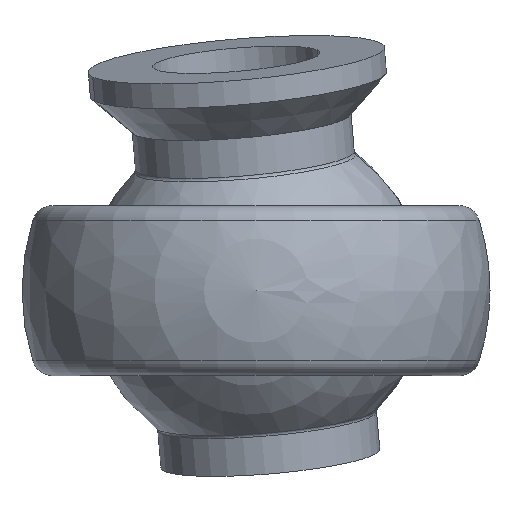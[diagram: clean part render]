
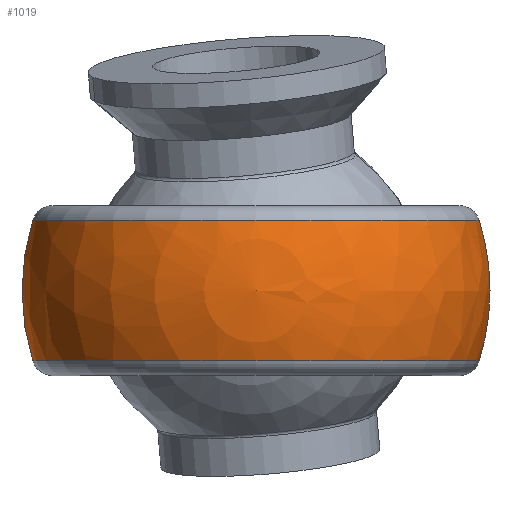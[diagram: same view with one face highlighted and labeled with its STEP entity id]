
A CAD part, front view. The second image highlights one B-rep face of the part: STEP entity #1019.
In plain terms, the highlighted spherical face has radius 5.5 mm.
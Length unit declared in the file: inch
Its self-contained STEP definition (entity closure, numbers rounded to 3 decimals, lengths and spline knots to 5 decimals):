
#78 = AXIS2_PLACEMENT_3D ( 'NONE', #3546, #445, #3525 ) ;
#96 = EDGE_CURVE ( 'NONE', #1592, #1671, #1238, .T. ) ;
#98 = DIRECTION ( 'NONE',  ( 0., 0., 1. ) ) ;
#117 = CARTESIAN_POINT ( 'NONE',  ( -0.20656, 0., 0.06496 ) ) ;
#274 = DIRECTION ( 'NONE',  ( 0., 1., 0. ) ) ;
#425 = ORIENTED_EDGE ( 'NONE', *, *, #2037, .F. ) ;
#442 = CARTESIAN_POINT ( 'NONE',  ( 0., 0., 0. ) ) ;
#445 = DIRECTION ( 'NONE',  ( 0., 0., -1. ) ) ;
#620 = CIRCLE ( 'NONE', #2049, 0.21654 ) ;
#726 = FACE_OUTER_BOUND ( 'NONE', #2380, .T. ) ;
#857 = CARTESIAN_POINT ( 'NONE',  ( 0., 0., 0. ) ) ;
#861 = EDGE_CURVE ( 'NONE', #1671, #2905, #906, .T. ) ;
#905 = EDGE_CURVE ( 'NONE', #2256, #1592, #2454, .T. ) ;
#906 = CIRCLE ( 'NONE', #1345, 0.20656 ) ;
#919 = CARTESIAN_POINT ( 'NONE',  ( 0., 0., -0.06496 ) ) ;
#1019 = ADVANCED_FACE ( 'NONE', ( #726 ), #2881, .T. ) ;
#1238 = CIRCLE ( 'NONE', #2363, 0.21654 ) ;
#1251 = DIRECTION ( 'NONE',  ( 1., 0., 0. ) ) ;
#1296 = CARTESIAN_POINT ( 'NONE',  ( 0., 0., 0. ) ) ;
#1345 = AXIS2_PLACEMENT_3D ( 'NONE', #919, #98, #1251 ) ;
#1592 = VERTEX_POINT ( 'NONE', #117 ) ;
#1620 = DIRECTION ( 'NONE',  ( 0., -1., 0. ) ) ;
#1671 = VERTEX_POINT ( 'NONE', #3228 ) ;
#1724 = ORIENTED_EDGE ( 'NONE', *, *, #905, .T. ) ;
#1872 = AXIS2_PLACEMENT_3D ( 'NONE', #1296, #1620, #3307 ) ;
#2037 = EDGE_CURVE ( 'NONE', #2256, #2905, #620, .T. ) ;
#2049 = AXIS2_PLACEMENT_3D ( 'NONE', #857, #274, #2268 ) ;
#2256 = VERTEX_POINT ( 'NONE', #3173 ) ;
#2268 = DIRECTION ( 'NONE',  ( 0., 0., 1. ) ) ;
#2363 = AXIS2_PLACEMENT_3D ( 'NONE', #442, #3587, #2460 ) ;
#2380 = EDGE_LOOP ( 'NONE', ( #1724, #2802, #2763, #425 ) ) ;
#2454 = CIRCLE ( 'NONE', #78, 0.20656 ) ;
#2460 = DIRECTION ( 'NONE',  ( 1., 0., 0. ) ) ;
#2585 = CARTESIAN_POINT ( 'NONE',  ( 0.20656, 0., -0.06496 ) ) ;
#2763 = ORIENTED_EDGE ( 'NONE', *, *, #861, .T. ) ;
#2802 = ORIENTED_EDGE ( 'NONE', *, *, #96, .T. ) ;
#2881 = SPHERICAL_SURFACE ( 'NONE', #1872, 0.21654 ) ;
#2905 = VERTEX_POINT ( 'NONE', #2585 ) ;
#3173 = CARTESIAN_POINT ( 'NONE',  ( 0.20656, 0., 0.06496 ) ) ;
#3228 = CARTESIAN_POINT ( 'NONE',  ( -0.20656, 0., -0.06496 ) ) ;
#3307 = DIRECTION ( 'NONE',  ( 1., 0., 0. ) ) ;
#3525 = DIRECTION ( 'NONE',  ( -1., 0., 0. ) ) ;
#3546 = CARTESIAN_POINT ( 'NONE',  ( 0., 0., 0.06496 ) ) ;
#3587 = DIRECTION ( 'NONE',  ( 0., -1., 0. ) ) ;
